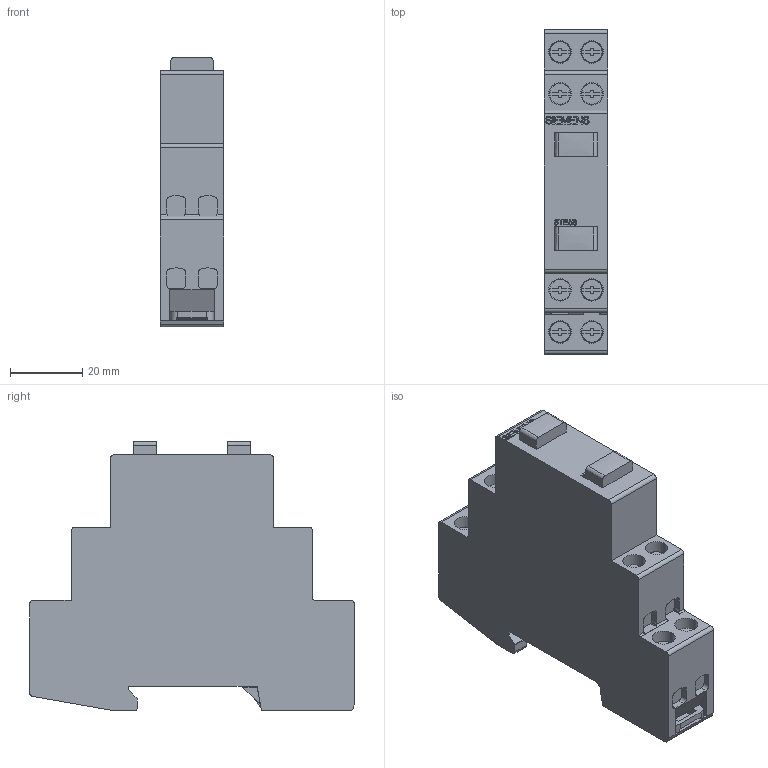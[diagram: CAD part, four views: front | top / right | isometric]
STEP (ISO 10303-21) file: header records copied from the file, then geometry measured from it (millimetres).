
FILE_DESCRIPTION(('STEP AP214'),'1');
FILE_NAME('cctmp_01631564-5A1E-488D-9FA6-7F8FE89DF87E_2023_07_22_08_43_47_0236..stp','2023-07-22T06:43:47',('SIEMENS A&D'),('CADClick - www.CADClick.com'),'Spatial InterOp 3D postprocessed',' ','unknown authorization');
FILE_SCHEMA(('AUTOMOTIVE_DESIGN'));
Length unit declared in the file: millimetre
Products named in the file (1): 2023_07_22_08_43_47_0218
Bounding box: 17.6 x 89.8 x 74.59 mm (x, y, z)
Volume: 81051.4 mm3; surface area: 17554.7 mm2
Topology: 1 solids, 1 shells, 538 faces, 1491 edges, 989 vertices
Faces by surface type: plane 329, cylinder 107, bspline 102
Full cylindrical faces by diameter (mm): 5.75 x5
Entity records: 25873 total; most frequent: CARTESIAN_POINT 10998, ORIENTED_EDGE 2972, DIRECTION 2352, EDGE_CURVE 1486, LINE 1036, VECTOR 1036, VERTEX_POINT 989, AXIS2_PLACEMENT_3D 658
